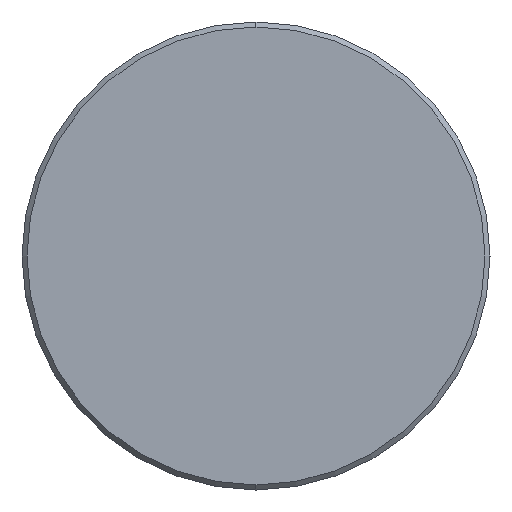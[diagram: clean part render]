
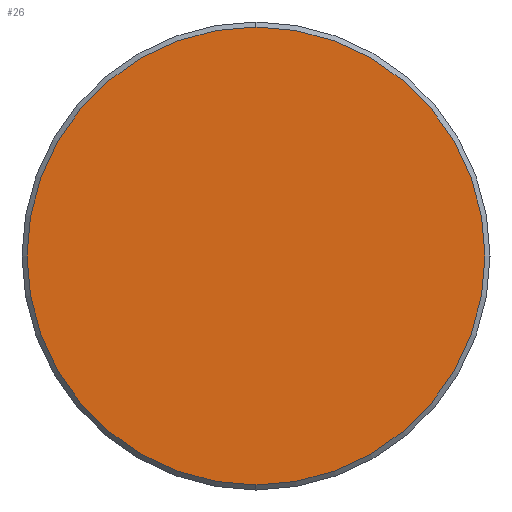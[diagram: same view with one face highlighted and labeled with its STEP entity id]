
A CAD part, left-side view. The second image highlights one B-rep face of the part: STEP entity #26.
In plain terms, the highlighted planar face has unit normal (-1, 0, 0).
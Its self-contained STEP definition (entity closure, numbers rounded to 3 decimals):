
#2 = PLANE ( 'NONE',  #328 ) ;
#26 = ADVANCED_FACE ( 'NONE', ( #59 ), #2, .F. ) ;
#38 = AXIS2_PLACEMENT_3D ( 'NONE', #447, #261, #677 ) ;
#42 = VERTEX_POINT ( 'NONE', #107 ) ;
#52 = CARTESIAN_POINT ( 'NONE',  ( 0., 0., 0. ) ) ;
#58 = CARTESIAN_POINT ( 'NONE',  ( 0., 0., 0. ) ) ;
#59 = FACE_OUTER_BOUND ( 'NONE', #77, .T. ) ;
#77 = EDGE_LOOP ( 'NONE', ( #463, #622 ) ) ;
#84 = EDGE_CURVE ( 'NONE', #42, #592, #484, .T. ) ;
#107 = CARTESIAN_POINT ( 'NONE',  ( 0., 0., -13.7 ) ) ;
#117 = CARTESIAN_POINT ( 'NONE',  ( 0., 0., 13.7 ) ) ;
#207 = DIRECTION ( 'NONE',  ( 1., 0., 0. ) ) ;
#261 = DIRECTION ( 'NONE',  ( -1., 0., 0. ) ) ;
#310 = DIRECTION ( 'NONE',  ( -1., 0., 0. ) ) ;
#328 = AXIS2_PLACEMENT_3D ( 'NONE', #52, #207, #662 ) ;
#372 = DIRECTION ( 'NONE',  ( 0., 0., 1. ) ) ;
#394 = EDGE_CURVE ( 'NONE', #592, #42, #397, .T. ) ;
#397 = CIRCLE ( 'NONE', #491, 13.7 ) ;
#447 = CARTESIAN_POINT ( 'NONE',  ( 0., 0., 0. ) ) ;
#463 = ORIENTED_EDGE ( 'NONE', *, *, #84, .T. ) ;
#484 = CIRCLE ( 'NONE', #38, 13.7 ) ;
#491 = AXIS2_PLACEMENT_3D ( 'NONE', #58, #310, #372 ) ;
#592 = VERTEX_POINT ( 'NONE', #117 ) ;
#622 = ORIENTED_EDGE ( 'NONE', *, *, #394, .T. ) ;
#662 = DIRECTION ( 'NONE',  ( 0., 0., -1. ) ) ;
#677 = DIRECTION ( 'NONE',  ( 0., 0., 1. ) ) ;
